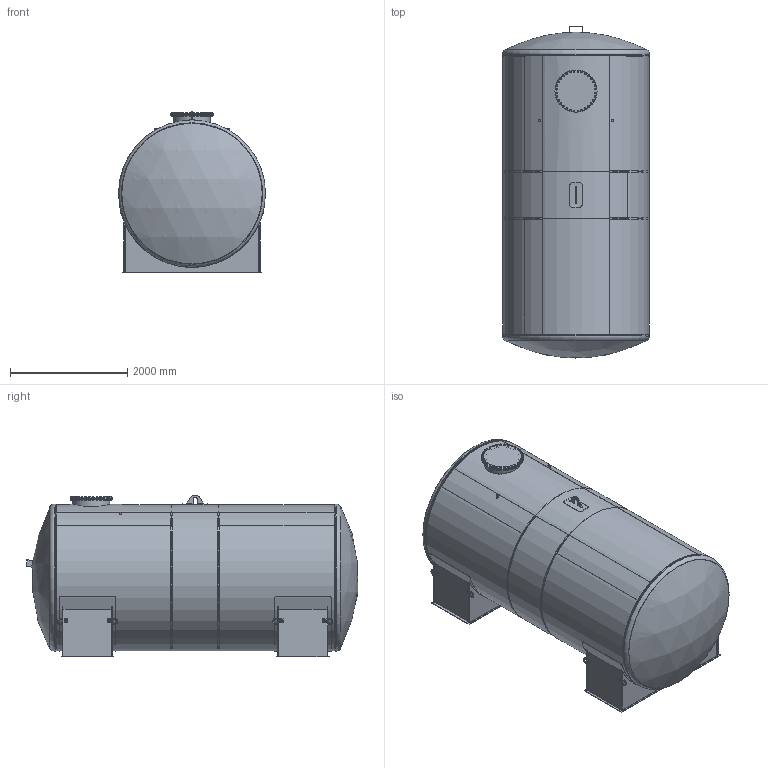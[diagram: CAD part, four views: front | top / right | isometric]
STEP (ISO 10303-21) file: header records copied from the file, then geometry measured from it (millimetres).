
FILE_DESCRIPTION(/* description */ (''),/* implementation_level */ '2;1');
FILE_NAME(/* name */ 'dh3c_cad-101241_202208.stp',/* time_stamp */ '2022-09-05T16:03:06+02:00',/* author */ ('mh'),/* organization */ (''),/* preprocessor_version */ 'ST-DEVELOPER v18.1',/* originating_system */ 'Autodesk Inventor 2022',/* authorisation */ '');
FILE_SCHEMA (('AUTOMOTIVE_DESIGN { 1 0 10303 214 3 1 1 }'));
Length unit declared in the file: millimetre
Products named in the file (1): Bauteil12
Bounding box: 2510 x 5671.01 x 2762 mm (x, y, z)
Surface area: 220674143.4 mm2 (no closed solid volume)
Topology: 0 solids, 143 shells, 1928 faces, 4207 edges, 2682 vertices
Faces by surface type: plane 1090, cylinder 466, cone 352, sphere 8, torus 8, bspline 4
Full cylindrical faces by diameter (mm): 13.835 x32, 16 x32, 17 x32, 18 x64, 22.49 x32, 30 x32, 30.291 x2, 39.5 x2, 560 x1, 580 x1, 600 x1, 630 x1, 660 x1, 720 x2, 2486 x5, 2500 x7, 2510 x2
Entity records: 55010 total; most frequent: CARTESIAN_POINT 11332, DIRECTION 8643, ORIENTED_EDGE 8478, EDGE_CURVE 4239, AXIS2_PLACEMENT_3D 3275, VERTEX_POINT 2682, EDGE_LOOP 2311, LINE 2093
